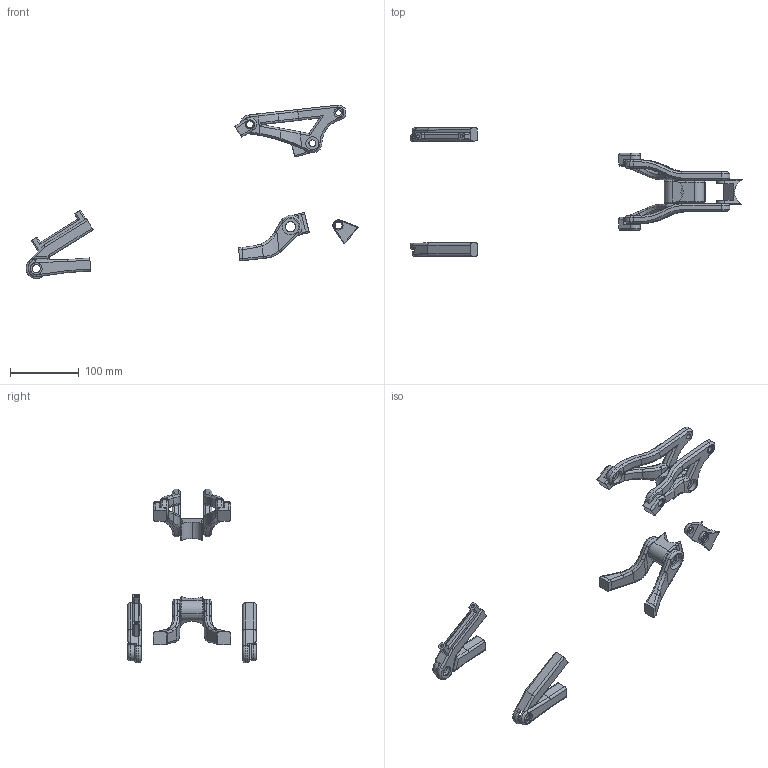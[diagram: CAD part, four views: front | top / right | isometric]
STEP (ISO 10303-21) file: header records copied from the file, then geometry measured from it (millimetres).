
FILE_DESCRIPTION(('FreeCAD Model'),'2;1');
FILE_NAME('Ensemble.step', '2020-09-15T10:19:45',('Author'),(''), 'Open CASCADE STEP processor 7.3','FreeCAD','Unknown');
FILE_SCHEMA(('AUTOMOTIVE_DESIGN { 1 0 10303 214 1 1 1 1 }'));
Length unit declared in the file: millimetre
Products named in the file (14): 01_(Alu_6061_T6); 12_(Alu_6061_T6); 11_(Alu_6061_T6); 06_(Alu_7075_T6); 02_(Alu_6061_T6); 04_(Alu_6061_T6); 10_(Alu_6061_T6); 05_(Alu_7075_T6); 08_(Alu_6061_T6); 14_(Alu_6061_T6); 13_(Alu_6061_T6); 09_(Alu_6061_T6); 07_(Alu_6061_T6); 03_(Alu_6061_T6)
Bounding box: 483.11 x 186.4 x 252.92 mm (x, y, z)
Volume: 348179.7 mm3; surface area: 108793 mm2
Topology: 14 solids, 14 shells, 497 faces, 1166 edges, 701 vertices
Faces by surface type: cylinder 209, plane 161, bspline 52, torus 40, cone 35
Full cylindrical faces by diameter (mm): 4.2 x1, 5 x2, 8 x2, 10 x9, 12 x2, 13 x6, 15 x5, 17 x2, 19 x4, 21 x2, 24 x2
Entity records: 45113 total; most frequent: CARTESIAN_POINT 22253, DIRECTION 4054, ORIENTED_EDGE 2314, PCURVE 2314, DEFINITIONAL_REPRESENTATION 2314, LINE 2174, VECTOR 2174, EDGE_CURVE 1157
